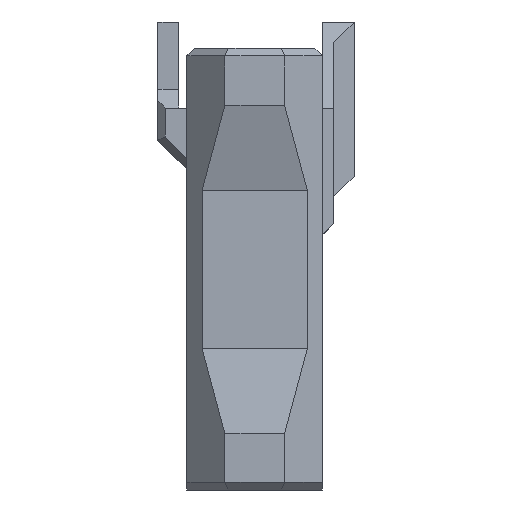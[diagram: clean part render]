
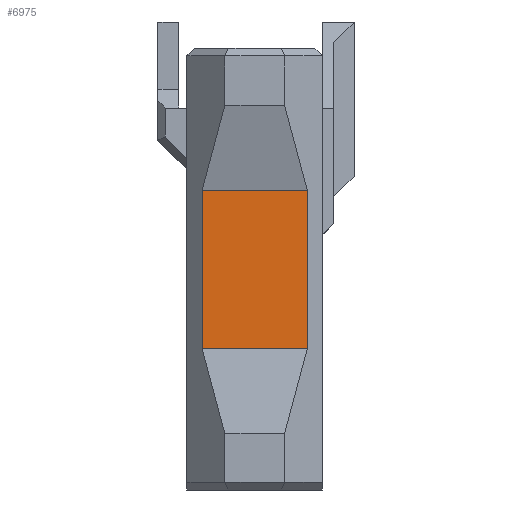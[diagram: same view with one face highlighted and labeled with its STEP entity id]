
A CAD part, left-side view. The second image highlights one B-rep face of the part: STEP entity #6975.
In plain terms, the highlighted planar face has unit normal (-1, 0, 0).
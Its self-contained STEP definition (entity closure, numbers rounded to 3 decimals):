
#443=PLANE('',#7460);
#791=FACE_OUTER_BOUND('',#1190,.T.);
#1190=EDGE_LOOP('',(#6332,#6333,#6334,#6335));
#1993=LINE('',#11494,#2839);
#1997=LINE('',#11503,#2843);
#1998=LINE('',#11504,#2844);
#1999=LINE('',#11505,#2845);
#2839=VECTOR('',#9072,10.);
#2843=VECTOR('',#9078,10.);
#2844=VECTOR('',#9079,10.);
#2845=VECTOR('',#9080,10.);
#3550=VERTEX_POINT('',#11492);
#3551=VERTEX_POINT('',#11493);
#3554=VERTEX_POINT('',#11501);
#3555=VERTEX_POINT('',#11502);
#4490=EDGE_CURVE('',#3550,#3551,#1993,.T.);
#4494=EDGE_CURVE('',#3554,#3555,#1997,.F.);
#4495=EDGE_CURVE('',#3550,#3554,#1998,.T.);
#4496=EDGE_CURVE('',#3551,#3555,#1999,.T.);
#6332=ORIENTED_EDGE('',*,*,#4494,.F.);
#6333=ORIENTED_EDGE('',*,*,#4495,.F.);
#6334=ORIENTED_EDGE('',*,*,#4490,.T.);
#6335=ORIENTED_EDGE('',*,*,#4496,.T.);
#6975=ADVANCED_FACE('',(#791),#443,.T.);
#7460=AXIS2_PLACEMENT_3D('',#11500,#9076,#9077);
#9072=DIRECTION('',(0.,1.,0.));
#9076=DIRECTION('center_axis',(-1.,0.,0.));
#9077=DIRECTION('ref_axis',(0.,-1.,0.));
#9078=DIRECTION('',(0.,-1.,0.));
#9079=DIRECTION('',(0.,0.,-1.));
#9080=DIRECTION('',(0.,0.,-1.));
#11492=CARTESIAN_POINT('',(-435.18,3.75,-55.989));
#11493=CARTESIAN_POINT('',(-435.18,31.65,-55.989));
#11494=CARTESIAN_POINT('',(-435.18,9.625,-55.989));
#11500=CARTESIAN_POINT('Origin',(-435.18,35.65,-72.403));
#11501=CARTESIAN_POINT('',(-435.18,3.75,-97.867));
#11502=CARTESIAN_POINT('',(-435.18,31.65,-97.867));
#11503=CARTESIAN_POINT('',(-435.18,9.625,-97.867));
#11504=CARTESIAN_POINT('',(-435.18,3.75,-72.403));
#11505=CARTESIAN_POINT('',(-435.18,31.65,-72.403));
